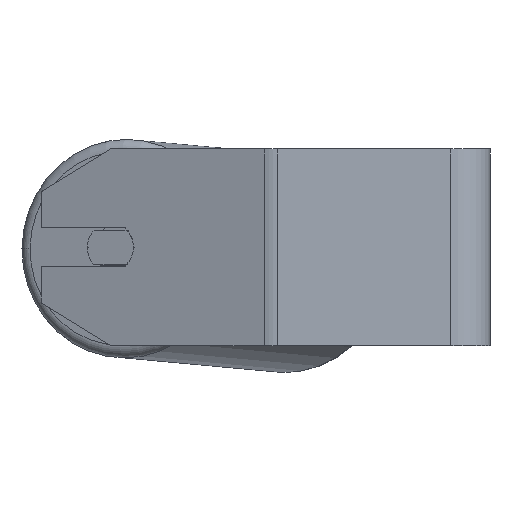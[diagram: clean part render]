
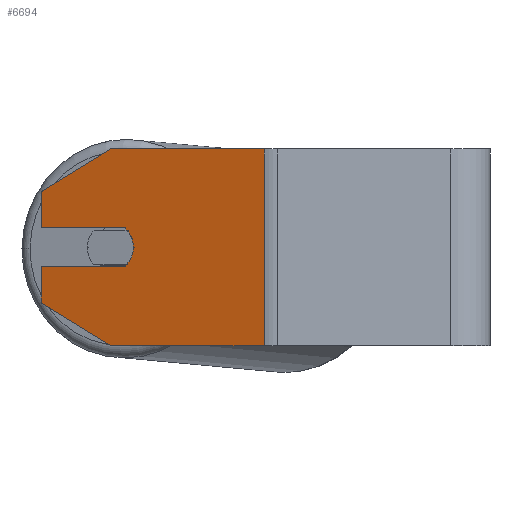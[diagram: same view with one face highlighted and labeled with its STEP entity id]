
A CAD part, left-side view. The second image highlights one B-rep face of the part: STEP entity #6694.
In plain terms, the highlighted planar face has unit normal (-0.94, 0.342, 0).
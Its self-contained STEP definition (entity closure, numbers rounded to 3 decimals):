
#12 = CARTESIAN_POINT ( 'NONE',  ( -210.98, 182.716, 40. ) ) ;
#86 = EDGE_CURVE ( 'NONE', #3044, #4651, #6776, .T. ) ;
#114 = DIRECTION ( 'NONE',  ( -0.342, -0.94, 0. ) ) ;
#144 = DIRECTION ( 'NONE',  ( -0.94, 0.342, 0. ) ) ;
#312 = VECTOR ( 'NONE', #2257, 1000. ) ;
#317 = VECTOR ( 'NONE', #3277, 1000. ) ;
#465 = VECTOR ( 'NONE', #114, 1000. ) ;
#509 = CARTESIAN_POINT ( 'NONE',  ( -210.98, 182.716, -8. ) ) ;
#607 = LINE ( 'NONE', #12, #465 ) ;
#627 = LINE ( 'NONE', #2783, #312 ) ;
#662 = CARTESIAN_POINT ( 'NONE',  ( -244.035, 91.898, 40. ) ) ;
#763 = VERTEX_POINT ( 'NONE', #1689 ) ;
#982 = DIRECTION ( 'NONE',  ( 0.94, -0.342, 0. ) ) ;
#993 = ORIENTED_EDGE ( 'NONE', *, *, #1433, .T. ) ;
#1067 = DIRECTION ( 'NONE',  ( -0.342, -0.94, 0. ) ) ;
#1085 = CARTESIAN_POINT ( 'NONE',  ( -210.98, 182.716, 8. ) ) ;
#1153 = CARTESIAN_POINT ( 'NONE',  ( -244.035, 91.898, -40. ) ) ;
#1241 = EDGE_CURVE ( 'NONE', #6754, #6342, #627, .T. ) ;
#1325 = CARTESIAN_POINT ( 'NONE',  ( -224.661, 145.128, 0. ) ) ;
#1419 = DIRECTION ( 'NONE',  ( -0.296, -0.814, -0.5 ) ) ;
#1433 = EDGE_CURVE ( 'NONE', #6754, #5666, #4125, .T. ) ;
#1483 = ORIENTED_EDGE ( 'NONE', *, *, #1241, .F. ) ;
#1549 = EDGE_CURVE ( 'NONE', #763, #5759, #2098, .T. ) ;
#1615 = EDGE_CURVE ( 'NONE', #1897, #763, #5925, .T. ) ;
#1689 = CARTESIAN_POINT ( 'NONE',  ( -210.98, 182.716, 22.679 ) ) ;
#1897 = VERTEX_POINT ( 'NONE', #3121 ) ;
#2082 = ORIENTED_EDGE ( 'NONE', *, *, #4355, .F. ) ;
#2098 = LINE ( 'NONE', #3242, #2692 ) ;
#2127 = LINE ( 'NONE', #6456, #6590 ) ;
#2257 = DIRECTION ( 'NONE',  ( -0.342, -0.94, 0. ) ) ;
#2345 = VECTOR ( 'NONE', #2605, 1000. ) ;
#2416 = CARTESIAN_POINT ( 'NONE',  ( -223.293, 148.887, 8. ) ) ;
#2450 = ORIENTED_EDGE ( 'NONE', *, *, #5402, .F. ) ;
#2491 = ORIENTED_EDGE ( 'NONE', *, *, #5353, .F. ) ;
#2602 = CARTESIAN_POINT ( 'NONE',  ( -221.241, 154.525, -40. ) ) ;
#2605 = DIRECTION ( 'NONE',  ( 0., 0., -1. ) ) ;
#2692 = VECTOR ( 'NONE', #4910, 1000. ) ;
#2783 = CARTESIAN_POINT ( 'NONE',  ( -210.98, 182.716, -8. ) ) ;
#2826 = CARTESIAN_POINT ( 'NONE',  ( -221.241, 154.525, 0. ) ) ;
#3035 = CARTESIAN_POINT ( 'NONE',  ( -210.98, 182.716, -22.679 ) ) ;
#3044 = VERTEX_POINT ( 'NONE', #5480 ) ;
#3121 = CARTESIAN_POINT ( 'NONE',  ( -221.241, 154.525, 40. ) ) ;
#3125 = LINE ( 'NONE', #2602, #4749 ) ;
#3153 = LINE ( 'NONE', #3299, #4744 ) ;
#3190 = VERTEX_POINT ( 'NONE', #1325 ) ;
#3197 = DIRECTION ( 'NONE',  ( -0.342, -0.94, 0. ) ) ;
#3242 = CARTESIAN_POINT ( 'NONE',  ( -210.98, 182.716, 40. ) ) ;
#3277 = DIRECTION ( 'NONE',  ( 0.296, 0.814, -0.5 ) ) ;
#3299 = CARTESIAN_POINT ( 'NONE',  ( -210.98, 182.716, 8. ) ) ;
#3620 = CARTESIAN_POINT ( 'NONE',  ( -221.241, 154.525, -40. ) ) ;
#3622 = AXIS2_PLACEMENT_3D ( 'NONE', #5384, #6022, #3197 ) ;
#3697 = VECTOR ( 'NONE', #6843, 1000. ) ;
#4095 = CARTESIAN_POINT ( 'NONE',  ( -210.98, 182.716, 40. ) ) ;
#4125 = LINE ( 'NONE', #4095, #2345 ) ;
#4284 = PLANE ( 'NONE',  #6470 ) ;
#4355 = EDGE_CURVE ( 'NONE', #5114, #5759, #3153, .T. ) ;
#4651 = VERTEX_POINT ( 'NONE', #1153 ) ;
#4744 = VECTOR ( 'NONE', #5458, 1000. ) ;
#4749 = VECTOR ( 'NONE', #1419, 1000. ) ;
#4890 = EDGE_CURVE ( 'NONE', #5666, #6425, #3125, .T. ) ;
#4907 = ORIENTED_EDGE ( 'NONE', *, *, #86, .F. ) ;
#4910 = DIRECTION ( 'NONE',  ( 0., 0., -1. ) ) ;
#5114 = VERTEX_POINT ( 'NONE', #2416 ) ;
#5207 = CIRCLE ( 'NONE', #3622, 10. ) ;
#5280 = ORIENTED_EDGE ( 'NONE', *, *, #1615, .T. ) ;
#5353 = EDGE_CURVE ( 'NONE', #6342, #3190, #5207, .T. ) ;
#5375 = CARTESIAN_POINT ( 'NONE',  ( -210.98, 182.716, 40. ) ) ;
#5384 = CARTESIAN_POINT ( 'NONE',  ( -221.241, 154.525, 0. ) ) ;
#5402 = EDGE_CURVE ( 'NONE', #1897, #3044, #607, .T. ) ;
#5439 = AXIS2_PLACEMENT_3D ( 'NONE', #2826, #144, #6755 ) ;
#5458 = DIRECTION ( 'NONE',  ( 0.342, 0.94, 0. ) ) ;
#5471 = CARTESIAN_POINT ( 'NONE',  ( -210.98, 182.716, 22.679 ) ) ;
#5480 = CARTESIAN_POINT ( 'NONE',  ( -244.035, 91.898, 40. ) ) ;
#5666 = VERTEX_POINT ( 'NONE', #3035 ) ;
#5759 = VERTEX_POINT ( 'NONE', #1085 ) ;
#5863 = FACE_OUTER_BOUND ( 'NONE', #6353, .T. ) ;
#5877 = ORIENTED_EDGE ( 'NONE', *, *, #6034, .F. ) ;
#5902 = DIRECTION ( 'NONE',  ( 0.342, 0.94, 0. ) ) ;
#5925 = LINE ( 'NONE', #5471, #317 ) ;
#6022 = DIRECTION ( 'NONE',  ( -0.94, 0.342, 0. ) ) ;
#6034 = EDGE_CURVE ( 'NONE', #3190, #5114, #6688, .T. ) ;
#6102 = CARTESIAN_POINT ( 'NONE',  ( -223.293, 148.887, -8. ) ) ;
#6342 = VERTEX_POINT ( 'NONE', #6102 ) ;
#6353 = EDGE_LOOP ( 'NONE', ( #2491, #1483, #993, #6578, #6396, #4907, #2450, #5280, #6510, #2082, #5877 ) ) ;
#6396 = ORIENTED_EDGE ( 'NONE', *, *, #6999, .T. ) ;
#6425 = VERTEX_POINT ( 'NONE', #3620 ) ;
#6456 = CARTESIAN_POINT ( 'NONE',  ( -210.98, 182.716, -40. ) ) ;
#6470 = AXIS2_PLACEMENT_3D ( 'NONE', #5375, #982, #5902 ) ;
#6510 = ORIENTED_EDGE ( 'NONE', *, *, #1549, .T. ) ;
#6578 = ORIENTED_EDGE ( 'NONE', *, *, #4890, .T. ) ;
#6590 = VECTOR ( 'NONE', #1067, 1000. ) ;
#6688 = CIRCLE ( 'NONE', #5439, 10. ) ;
#6694 = ADVANCED_FACE ( 'NONE', ( #5863 ), #4284, .F. ) ;
#6754 = VERTEX_POINT ( 'NONE', #509 ) ;
#6755 = DIRECTION ( 'NONE',  ( -0.342, -0.94, 0. ) ) ;
#6776 = LINE ( 'NONE', #662, #3697 ) ;
#6843 = DIRECTION ( 'NONE',  ( 0., 0., -1. ) ) ;
#6999 = EDGE_CURVE ( 'NONE', #6425, #4651, #2127, .T. ) ;
